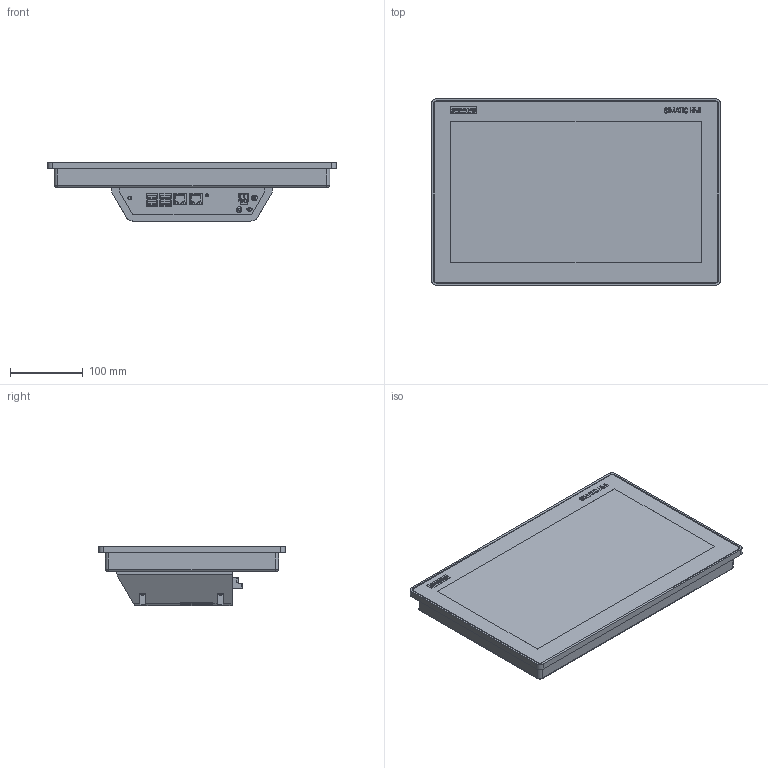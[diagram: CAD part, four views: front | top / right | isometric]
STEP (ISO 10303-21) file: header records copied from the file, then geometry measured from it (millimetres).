
FILE_DESCRIPTION(/* description */ (''),/* implementation_level */ '2;1');
FILE_NAME(/* name */ '6AV6646-1BA15-0AA1_3d.stp',/* time_stamp */ '2025-09-18T05:05:11+02:00',/* author */ (''),/* organization */ (''),/* preprocessor_version */ 'ST-DEVELOPER v20',/* originating_system */ 'SIEMENS PLM Software NX2406.8300',/* authorisation */ '');
FILE_SCHEMA (('AUTOMOTIVE_DESIGN { 1 0 10303 214 3 1 1 1 }'));
Products named in the file (5): A5E42332630A_RS-AA_001_3-Power Supply Connector; A5E42922451A_RS-AA_002_2-Cover; A5E52564567A_RS-AA_001_2-Labeling; A5E52564504A_RS-AA_001_2-Box; A5E52564225A_RS-AA_002_1-CAx_6AV66461BA150AA1
Assembly tree (4 placements, depth 2):
  A5E52564225A_RS-AA_002_1-CAx_6AV66461BA150AA1
    A5E52564504A_RS-AA_001_2-Box
    A5E52564567A_RS-AA_001_2-Labeling
    A5E42922451A_RS-AA_002_2-Cover
    A5E42332630A_RS-AA_001_3-Power Supply Connector
Bounding box: 398 x 257 x 82.1 mm (x, y, z)
Volume: 4523024.8 mm3; surface area: 314159.9 mm2
Topology: 120 solids, 120 shells, 2044 faces, 5197 edges, 3451 vertices
Faces by surface type: plane 1469, extrusion 427, cylinder 136, cone 8, torus 4
Full cylindrical faces by diameter (mm): 1.4 x2, 2.8 x2, 3.422 x1, 3.5 x2, 4 x1, 5 x1, 5.2 x1, 5.38 x1, 5.4 x1, 6 x4, 7.636 x1, 8 x1
Entity records: 84987 total; most frequent: CARTESIAN_POINT 23931, ORIENTED_EDGE 10314, DIRECTION 7221, EDGE_CURVE 5157, VERTEX_POINT 3436, VECTOR 3309, LINE 2882, B_SPLINE_CURVE_WITH_KNOTS 2379
